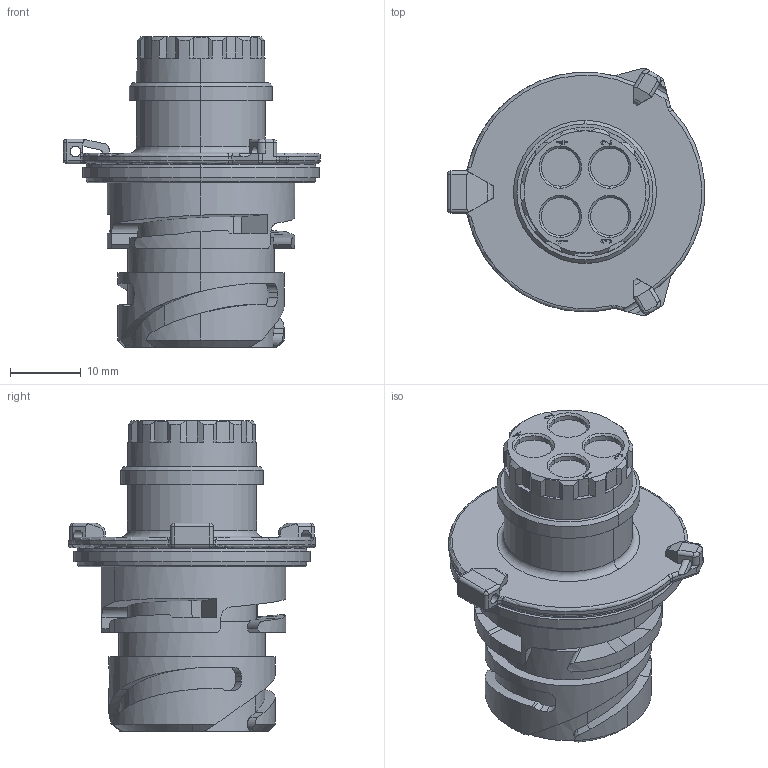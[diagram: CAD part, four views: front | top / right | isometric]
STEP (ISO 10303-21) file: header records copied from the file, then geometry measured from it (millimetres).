
FILE_DESCRIPTION (( 'STEP AP214' ), '1' );
FILE_NAME ('c-1-967402-1-d2-3d_Receptacle.STEP', '2021-10-20T07:33:53', ( '' ), ( '' ), 'SwSTEP 2.0', 'SolidWorks 2020', '' );
FILE_SCHEMA (( 'AUTOMOTIVE_DESIGN' ));
Length unit declared in the file: millimetre
Products named in the file (1): c-1-967402-1-d2-3d_Receptacle
Bounding box: 36.46 x 35.16 x 44 mm (x, y, z)
Volume: 14355.7 mm3; surface area: 8063.1 mm2
Topology: 1 solids, 2 shells, 492 faces, 1326 edges, 853 vertices
Faces by surface type: plane 271, cylinder 120, bspline 42, cone 29, torus 26, sphere 4
Entity records: 23809 total; most frequent: CARTESIAN_POINT 6300, ORIENTED_EDGE 2644, DIRECTION 2348, EDGE_CURVE 1322, VERTEX_POINT 853, AXIS2_PLACEMENT_3D 790, VECTOR 768, LINE 768
